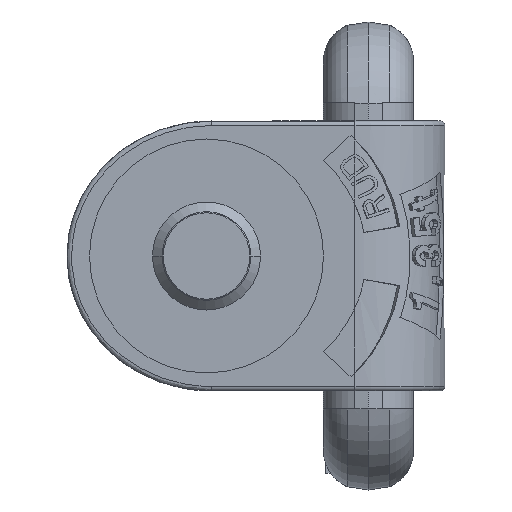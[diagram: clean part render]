
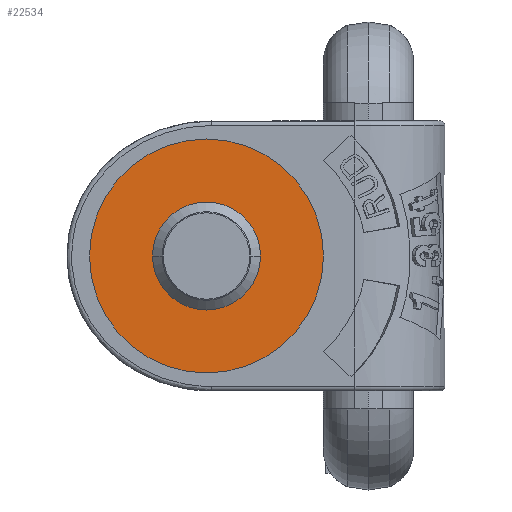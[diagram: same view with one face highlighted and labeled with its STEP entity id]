
A CAD part, front view. The second image highlights one B-rep face of the part: STEP entity #22534.
In plain terms, the highlighted planar face has unit normal (0, -1, 0).
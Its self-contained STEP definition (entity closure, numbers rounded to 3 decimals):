
#8314=CARTESIAN_POINT('',(-29.,-4.5,0.));
#8315=DIRECTION('',(0.,-1.,0.));
#8316=DIRECTION('',(0.,0.,-1.));
#8317=AXIS2_PLACEMENT_3D('',#8314,#8315,#8316);
#8319=CARTESIAN_POINT('',(-29.,-4.5,0.));
#8320=DIRECTION('',(0.,-1.,0.));
#8321=DIRECTION('',(0.,0.,1.));
#8322=AXIS2_PLACEMENT_3D('',#8319,#8320,#8321);
#8328=CARTESIAN_POINT('',(-29.,-4.5,0.));
#8329=DIRECTION('',(0.,-1.,0.));
#8330=DIRECTION('',(1.,0.,0.));
#8331=AXIS2_PLACEMENT_3D('',#8328,#8329,#8330);
#8337=CARTESIAN_POINT('',(-29.,-4.5,0.));
#8338=DIRECTION('',(0.,1.,0.));
#8339=DIRECTION('',(1.,0.,0.));
#8340=AXIS2_PLACEMENT_3D('',#8337,#8338,#8339);
#10576=CARTESIAN_POINT('',(-16.,-4.5,0.));
#10578=VERTEX_POINT('',#10576);
#10584=CARTESIAN_POINT('',(-42.,-4.5,0.));
#10586=VERTEX_POINT('',#10584);
#10608=CARTESIAN_POINT('',(-29.,-4.5,-6.));
#10609=CARTESIAN_POINT('',(-29.,-4.5,6.));
#10610=VERTEX_POINT('',#10608);
#10611=VERTEX_POINT('',#10609);
#22519=CARTESIAN_POINT('',(-29.,-4.5,0.));
#22520=DIRECTION('',(0.,1.,0.));
#22521=DIRECTION('',(1.,0.,0.));
#22522=AXIS2_PLACEMENT_3D('',#22519,#22520,#22521);
#22523=PLANE('',#22522);
#22525=ORIENTED_EDGE('',*,*,#22524,.F.);
#22527=ORIENTED_EDGE('',*,*,#22526,.T.);
#22528=EDGE_LOOP('',(#22525,#22527));
#22529=FACE_OUTER_BOUND('',#22528,.F.);
#22530=ORIENTED_EDGE('',*,*,#22498,.T.);
#22531=ORIENTED_EDGE('',*,*,#22512,.T.);
#22532=EDGE_LOOP('',(#22530,#22531));
#22533=FACE_BOUND('',#22532,.F.);
#22534=ADVANCED_FACE('',(#22529,#22533),#22523,.F.);
#8318=CIRCLE('',#8317,6.);
#8323=CIRCLE('',#8322,6.);
#8332=CIRCLE('',#8331,13.);
#8341=CIRCLE('',#8340,13.);
#22498=EDGE_CURVE('',#10610,#10611,#8318,.T.);
#22512=EDGE_CURVE('',#10611,#10610,#8323,.T.);
#22524=EDGE_CURVE('',#10578,#10586,#8332,.T.);
#22526=EDGE_CURVE('',#10578,#10586,#8341,.T.);
